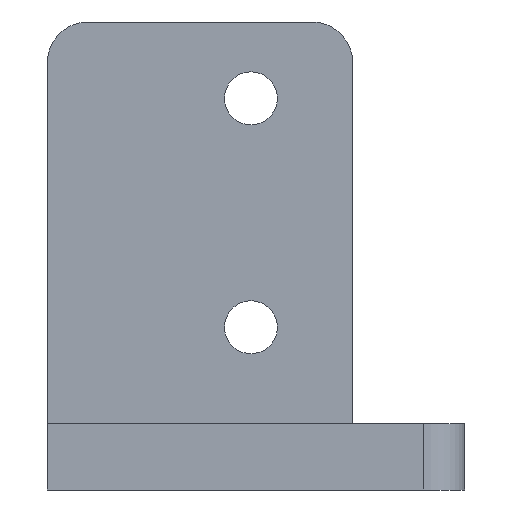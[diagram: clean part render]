
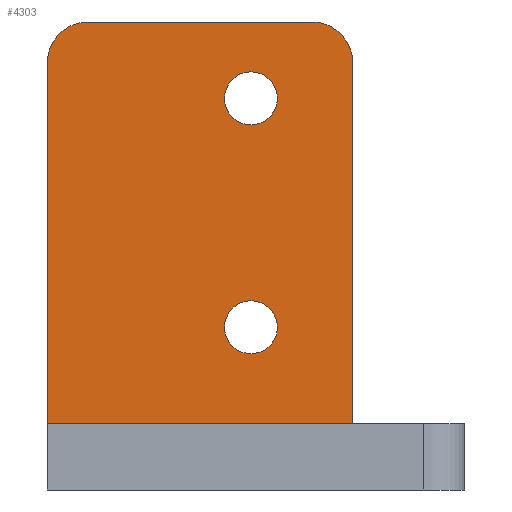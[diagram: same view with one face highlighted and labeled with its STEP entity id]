
A CAD part, left-side view. The second image highlights one B-rep face of the part: STEP entity #4303.
In plain terms, the highlighted planar face has unit normal (-1, 0, 0).
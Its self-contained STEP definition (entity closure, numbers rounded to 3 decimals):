
#335 = VERTEX_POINT('',#336);
#336 = CARTESIAN_POINT('',(0.,-30.,0.));
#350 = PLANE('',#351);
#351 = AXIS2_PLACEMENT_3D('',#352,#353,#354);
#352 = CARTESIAN_POINT('',(9.,-30.,0.));
#353 = DIRECTION('',(0.,-1.,0.));
#354 = DIRECTION('',(-1.,0.,0.));
#378 = PLANE('',#379);
#379 = AXIS2_PLACEMENT_3D('',#380,#381,#382);
#380 = CARTESIAN_POINT('',(0.,-41.,0.));
#381 = DIRECTION('',(1.,0.,0.));
#382 = DIRECTION('',(0.,1.,0.));
#627 = VERTEX_POINT('',#628);
#628 = CARTESIAN_POINT('',(0.,0.,0.));
#642 = PLANE('',#643);
#643 = AXIS2_PLACEMENT_3D('',#644,#645,#646);
#644 = CARTESIAN_POINT('',(0.,0.,0.));
#645 = DIRECTION('',(0.,1.,0.));
#646 = DIRECTION('',(1.,0.,0.));
#1089 = CYLINDRICAL_SURFACE('',#1090,4.);
#1090 = AXIS2_PLACEMENT_3D('',#1091,#1092,#1093);
#1091 = CARTESIAN_POINT('',(0.,-4.,35.5));
#1092 = DIRECTION('',(1.,0.,0.));
#1093 = DIRECTION('',(0.,1.,0.));
#1117 = PLANE('',#1118);
#1118 = AXIS2_PLACEMENT_3D('',#1119,#1120,#1121);
#1119 = CARTESIAN_POINT('',(0.,0.,39.5));
#1120 = DIRECTION('',(0.,0.,1.));
#1121 = DIRECTION('',(1.,0.,0.));
#1146 = CYLINDRICAL_SURFACE('',#1147,4.);
#1147 = AXIS2_PLACEMENT_3D('',#1148,#1149,#1150);
#1148 = CARTESIAN_POINT('',(9.,-26.,35.5));
#1149 = DIRECTION('',(-1.,0.,0.));
#1150 = DIRECTION('',(0.,0.,1.));
#2691 = EDGE_CURVE('',#335,#627,#2692,.T.);
#2692 = SURFACE_CURVE('',#2693,(#2697,#2704),.PCURVE_S1.);
#2693 = LINE('',#2694,#2695);
#2694 = CARTESIAN_POINT('',(0.,-30.,0.));
#2695 = VECTOR('',#2696,1.);
#2696 = DIRECTION('',(0.,1.,0.));
#2697 = PCURVE('',#378,#2698);
#2698 = DEFINITIONAL_REPRESENTATION('',(#2699),#2703);
#2699 = LINE('',#2700,#2701);
#2700 = CARTESIAN_POINT('',(11.,0.));
#2701 = VECTOR('',#2702,1.);
#2702 = DIRECTION('',(1.,0.));
#2703 = ( GEOMETRIC_REPRESENTATION_CONTEXT(2) 
PARAMETRIC_REPRESENTATION_CONTEXT() REPRESENTATION_CONTEXT('2D SPACE',''
  ) );
#2704 = PCURVE('',#2705,#2710);
#2705 = PLANE('',#2706);
#2706 = AXIS2_PLACEMENT_3D('',#2707,#2708,#2709);
#2707 = CARTESIAN_POINT('',(0.,-30.,0.));
#2708 = DIRECTION('',(-1.,0.,0.));
#2709 = DIRECTION('',(0.,1.,0.));
#2710 = DEFINITIONAL_REPRESENTATION('',(#2711),#2715);
#2711 = LINE('',#2712,#2713);
#2712 = CARTESIAN_POINT('',(0.,0.));
#2713 = VECTOR('',#2714,1.);
#2714 = DIRECTION('',(1.,0.));
#2715 = ( GEOMETRIC_REPRESENTATION_CONTEXT(2) 
PARAMETRIC_REPRESENTATION_CONTEXT() REPRESENTATION_CONTEXT('2D SPACE',''
  ) );
#2784 = VERTEX_POINT('',#2785);
#2785 = CARTESIAN_POINT('',(0.,-30.,35.5));
#2806 = EDGE_CURVE('',#335,#2784,#2807,.T.);
#2807 = SURFACE_CURVE('',#2808,(#2812,#2819),.PCURVE_S1.);
#2808 = LINE('',#2809,#2810);
#2809 = CARTESIAN_POINT('',(0.,-30.,0.));
#2810 = VECTOR('',#2811,1.);
#2811 = DIRECTION('',(0.,0.,1.));
#2812 = PCURVE('',#350,#2813);
#2813 = DEFINITIONAL_REPRESENTATION('',(#2814),#2818);
#2814 = LINE('',#2815,#2816);
#2815 = CARTESIAN_POINT('',(9.,0.));
#2816 = VECTOR('',#2817,1.);
#2817 = DIRECTION('',(0.,-1.));
#2818 = ( GEOMETRIC_REPRESENTATION_CONTEXT(2) 
PARAMETRIC_REPRESENTATION_CONTEXT() REPRESENTATION_CONTEXT('2D SPACE',''
  ) );
#2819 = PCURVE('',#2705,#2820);
#2820 = DEFINITIONAL_REPRESENTATION('',(#2821),#2825);
#2821 = LINE('',#2822,#2823);
#2822 = CARTESIAN_POINT('',(0.,0.));
#2823 = VECTOR('',#2824,1.);
#2824 = DIRECTION('',(0.,-1.));
#2825 = ( GEOMETRIC_REPRESENTATION_CONTEXT(2) 
PARAMETRIC_REPRESENTATION_CONTEXT() REPRESENTATION_CONTEXT('2D SPACE',''
  ) );
#2890 = EDGE_CURVE('',#627,#2891,#2893,.T.);
#2891 = VERTEX_POINT('',#2892);
#2892 = CARTESIAN_POINT('',(0.,0.,35.5));
#2893 = SURFACE_CURVE('',#2894,(#2898,#2905),.PCURVE_S1.);
#2894 = LINE('',#2895,#2896);
#2895 = CARTESIAN_POINT('',(0.,0.,0.));
#2896 = VECTOR('',#2897,1.);
#2897 = DIRECTION('',(0.,0.,1.));
#2898 = PCURVE('',#642,#2899);
#2899 = DEFINITIONAL_REPRESENTATION('',(#2900),#2904);
#2900 = LINE('',#2901,#2902);
#2901 = CARTESIAN_POINT('',(0.,0.));
#2902 = VECTOR('',#2903,1.);
#2903 = DIRECTION('',(0.,-1.));
#2904 = ( GEOMETRIC_REPRESENTATION_CONTEXT(2) 
PARAMETRIC_REPRESENTATION_CONTEXT() REPRESENTATION_CONTEXT('2D SPACE',''
  ) );
#2905 = PCURVE('',#2705,#2906);
#2906 = DEFINITIONAL_REPRESENTATION('',(#2907),#2911);
#2907 = LINE('',#2908,#2909);
#2908 = CARTESIAN_POINT('',(30.,0.));
#2909 = VECTOR('',#2910,1.);
#2910 = DIRECTION('',(0.,-1.));
#2911 = ( GEOMETRIC_REPRESENTATION_CONTEXT(2) 
PARAMETRIC_REPRESENTATION_CONTEXT() REPRESENTATION_CONTEXT('2D SPACE',''
  ) );
#3524 = CYLINDRICAL_SURFACE('',#3525,2.6);
#3525 = AXIS2_PLACEMENT_3D('',#3526,#3527,#3528);
#3526 = CARTESIAN_POINT('',(0.,-20.,32.));
#3527 = DIRECTION('',(-1.,0.,0.));
#3528 = DIRECTION('',(0.,-1.,0.));
#3664 = EDGE_CURVE('',#2891,#3665,#3667,.T.);
#3665 = VERTEX_POINT('',#3666);
#3666 = CARTESIAN_POINT('',(0.,-4.,39.5));
#3667 = SURFACE_CURVE('',#3668,(#3673,#3680),.PCURVE_S1.);
#3668 = CIRCLE('',#3669,4.);
#3669 = AXIS2_PLACEMENT_3D('',#3670,#3671,#3672);
#3670 = CARTESIAN_POINT('',(0.,-4.,35.5));
#3671 = DIRECTION('',(1.,0.,-0.));
#3672 = DIRECTION('',(0.,0.,1.));
#3673 = PCURVE('',#1089,#3674);
#3674 = DEFINITIONAL_REPRESENTATION('',(#3675),#3679);
#3675 = LINE('',#3676,#3677);
#3676 = CARTESIAN_POINT('',(-4.712,0.));
#3677 = VECTOR('',#3678,1.);
#3678 = DIRECTION('',(1.,0.));
#3679 = ( GEOMETRIC_REPRESENTATION_CONTEXT(2) 
PARAMETRIC_REPRESENTATION_CONTEXT() REPRESENTATION_CONTEXT('2D SPACE',''
  ) );
#3680 = PCURVE('',#2705,#3681);
#3681 = DEFINITIONAL_REPRESENTATION('',(#3682),#3690);
#3682 = ( BOUNDED_CURVE() B_SPLINE_CURVE(2,(#3683,#3684,#3685,#3686,
#3687,#3688,#3689),.UNSPECIFIED.,.T.,.F.) B_SPLINE_CURVE_WITH_KNOTS((1,2
    ,2,2,2,1),(-2.094,0.,2.094,4.189,
6.283,8.378),.UNSPECIFIED.) CURVE() 
GEOMETRIC_REPRESENTATION_ITEM() RATIONAL_B_SPLINE_CURVE((1.,0.5,1.,0.5,
1.,0.5,1.)) REPRESENTATION_ITEM('') );
#3683 = CARTESIAN_POINT('',(26.,-39.5));
#3684 = CARTESIAN_POINT('',(19.072,-39.5));
#3685 = CARTESIAN_POINT('',(22.536,-33.5));
#3686 = CARTESIAN_POINT('',(26.,-27.5));
#3687 = CARTESIAN_POINT('',(29.464,-33.5));
#3688 = CARTESIAN_POINT('',(32.928,-39.5));
#3689 = CARTESIAN_POINT('',(26.,-39.5));
#3690 = ( GEOMETRIC_REPRESENTATION_CONTEXT(2) 
PARAMETRIC_REPRESENTATION_CONTEXT() REPRESENTATION_CONTEXT('2D SPACE',''
  ) );
#3759 = EDGE_CURVE('',#3760,#3665,#3762,.T.);
#3760 = VERTEX_POINT('',#3761);
#3761 = CARTESIAN_POINT('',(0.,-26.,39.5));
#3762 = SURFACE_CURVE('',#3763,(#3767,#3774),.PCURVE_S1.);
#3763 = LINE('',#3764,#3765);
#3764 = CARTESIAN_POINT('',(0.,-30.,39.5));
#3765 = VECTOR('',#3766,1.);
#3766 = DIRECTION('',(0.,1.,0.));
#3767 = PCURVE('',#1117,#3768);
#3768 = DEFINITIONAL_REPRESENTATION('',(#3769),#3773);
#3769 = LINE('',#3770,#3771);
#3770 = CARTESIAN_POINT('',(0.,-30.));
#3771 = VECTOR('',#3772,1.);
#3772 = DIRECTION('',(0.,1.));
#3773 = ( GEOMETRIC_REPRESENTATION_CONTEXT(2) 
PARAMETRIC_REPRESENTATION_CONTEXT() REPRESENTATION_CONTEXT('2D SPACE',''
  ) );
#3774 = PCURVE('',#2705,#3775);
#3775 = DEFINITIONAL_REPRESENTATION('',(#3776),#3780);
#3776 = LINE('',#3777,#3778);
#3777 = CARTESIAN_POINT('',(0.,-39.5));
#3778 = VECTOR('',#3779,1.);
#3779 = DIRECTION('',(1.,0.));
#3780 = ( GEOMETRIC_REPRESENTATION_CONTEXT(2) 
PARAMETRIC_REPRESENTATION_CONTEXT() REPRESENTATION_CONTEXT('2D SPACE',''
  ) );
#3808 = EDGE_CURVE('',#3760,#2784,#3809,.T.);
#3809 = SURFACE_CURVE('',#3810,(#3815,#3822),.PCURVE_S1.);
#3810 = CIRCLE('',#3811,4.);
#3811 = AXIS2_PLACEMENT_3D('',#3812,#3813,#3814);
#3812 = CARTESIAN_POINT('',(0.,-26.,35.5));
#3813 = DIRECTION('',(1.,-0.,0.));
#3814 = DIRECTION('',(0.,0.,-1.));
#3815 = PCURVE('',#1146,#3816);
#3816 = DEFINITIONAL_REPRESENTATION('',(#3817),#3821);
#3817 = LINE('',#3818,#3819);
#3818 = CARTESIAN_POINT('',(3.142,9.));
#3819 = VECTOR('',#3820,1.);
#3820 = DIRECTION('',(-1.,0.));
#3821 = ( GEOMETRIC_REPRESENTATION_CONTEXT(2) 
PARAMETRIC_REPRESENTATION_CONTEXT() REPRESENTATION_CONTEXT('2D SPACE',''
  ) );
#3822 = PCURVE('',#2705,#3823);
#3823 = DEFINITIONAL_REPRESENTATION('',(#3824),#3832);
#3824 = ( BOUNDED_CURVE() B_SPLINE_CURVE(2,(#3825,#3826,#3827,#3828,
#3829,#3830,#3831),.UNSPECIFIED.,.F.,.F.) B_SPLINE_CURVE_WITH_KNOTS((1,2
    ,2,2,2,1),(-2.094,0.,2.094,4.189,
6.283,8.378),.UNSPECIFIED.) CURVE() 
GEOMETRIC_REPRESENTATION_ITEM() RATIONAL_B_SPLINE_CURVE((1.,0.5,1.,0.5,
1.,0.5,1.)) REPRESENTATION_ITEM('') );
#3825 = CARTESIAN_POINT('',(4.,-31.5));
#3826 = CARTESIAN_POINT('',(10.928,-31.5));
#3827 = CARTESIAN_POINT('',(7.464,-37.5));
#3828 = CARTESIAN_POINT('',(4.,-43.5));
#3829 = CARTESIAN_POINT('',(0.536,-37.5));
#3830 = CARTESIAN_POINT('',(-2.928,-31.5));
#3831 = CARTESIAN_POINT('',(4.,-31.5));
#3832 = ( GEOMETRIC_REPRESENTATION_CONTEXT(2) 
PARAMETRIC_REPRESENTATION_CONTEXT() REPRESENTATION_CONTEXT('2D SPACE',''
  ) );
#3876 = CYLINDRICAL_SURFACE('',#3877,2.6);
#3877 = AXIS2_PLACEMENT_3D('',#3878,#3879,#3880);
#3878 = CARTESIAN_POINT('',(0.,-20.,9.5));
#3879 = DIRECTION('',(-1.,0.,0.));
#3880 = DIRECTION('',(0.,-1.,0.));
#4303 = ADVANCED_FACE('',(#4304,#4312,#4338),#2705,.T.);
#4304 = FACE_BOUND('',#4305,.T.);
#4305 = EDGE_LOOP('',(#4306,#4307,#4308,#4309,#4310,#4311));
#4306 = ORIENTED_EDGE('',*,*,#2806,.T.);
#4307 = ORIENTED_EDGE('',*,*,#3808,.F.);
#4308 = ORIENTED_EDGE('',*,*,#3759,.T.);
#4309 = ORIENTED_EDGE('',*,*,#3664,.F.);
#4310 = ORIENTED_EDGE('',*,*,#2890,.F.);
#4311 = ORIENTED_EDGE('',*,*,#2691,.F.);
#4312 = FACE_BOUND('',#4313,.T.);
#4313 = EDGE_LOOP('',(#4314));
#4314 = ORIENTED_EDGE('',*,*,#4315,.F.);
#4315 = EDGE_CURVE('',#4316,#4316,#4318,.T.);
#4316 = VERTEX_POINT('',#4317);
#4317 = CARTESIAN_POINT('',(0.,-22.6,9.5));
#4318 = SURFACE_CURVE('',#4319,(#4324,#4331),.PCURVE_S1.);
#4319 = CIRCLE('',#4320,2.6);
#4320 = AXIS2_PLACEMENT_3D('',#4321,#4322,#4323);
#4321 = CARTESIAN_POINT('',(0.,-20.,9.5));
#4322 = DIRECTION('',(-1.,0.,0.));
#4323 = DIRECTION('',(0.,-1.,0.));
#4324 = PCURVE('',#2705,#4325);
#4325 = DEFINITIONAL_REPRESENTATION('',(#4326),#4330);
#4326 = CIRCLE('',#4327,2.6);
#4327 = AXIS2_PLACEMENT_2D('',#4328,#4329);
#4328 = CARTESIAN_POINT('',(10.,-9.5));
#4329 = DIRECTION('',(-1.,0.));
#4330 = ( GEOMETRIC_REPRESENTATION_CONTEXT(2) 
PARAMETRIC_REPRESENTATION_CONTEXT() REPRESENTATION_CONTEXT('2D SPACE',''
  ) );
#4331 = PCURVE('',#3876,#4332);
#4332 = DEFINITIONAL_REPRESENTATION('',(#4333),#4337);
#4333 = LINE('',#4334,#4335);
#4334 = CARTESIAN_POINT('',(0.,0.));
#4335 = VECTOR('',#4336,1.);
#4336 = DIRECTION('',(1.,0.));
#4337 = ( GEOMETRIC_REPRESENTATION_CONTEXT(2) 
PARAMETRIC_REPRESENTATION_CONTEXT() REPRESENTATION_CONTEXT('2D SPACE',''
  ) );
#4338 = FACE_BOUND('',#4339,.T.);
#4339 = EDGE_LOOP('',(#4340));
#4340 = ORIENTED_EDGE('',*,*,#4341,.F.);
#4341 = EDGE_CURVE('',#4342,#4342,#4344,.T.);
#4342 = VERTEX_POINT('',#4343);
#4343 = CARTESIAN_POINT('',(0.,-22.6,32.));
#4344 = SURFACE_CURVE('',#4345,(#4350,#4357),.PCURVE_S1.);
#4345 = CIRCLE('',#4346,2.6);
#4346 = AXIS2_PLACEMENT_3D('',#4347,#4348,#4349);
#4347 = CARTESIAN_POINT('',(0.,-20.,32.));
#4348 = DIRECTION('',(-1.,0.,0.));
#4349 = DIRECTION('',(0.,-1.,0.));
#4350 = PCURVE('',#2705,#4351);
#4351 = DEFINITIONAL_REPRESENTATION('',(#4352),#4356);
#4352 = CIRCLE('',#4353,2.6);
#4353 = AXIS2_PLACEMENT_2D('',#4354,#4355);
#4354 = CARTESIAN_POINT('',(10.,-32.));
#4355 = DIRECTION('',(-1.,0.));
#4356 = ( GEOMETRIC_REPRESENTATION_CONTEXT(2) 
PARAMETRIC_REPRESENTATION_CONTEXT() REPRESENTATION_CONTEXT('2D SPACE',''
  ) );
#4357 = PCURVE('',#3524,#4358);
#4358 = DEFINITIONAL_REPRESENTATION('',(#4359),#4363);
#4359 = LINE('',#4360,#4361);
#4360 = CARTESIAN_POINT('',(0.,0.));
#4361 = VECTOR('',#4362,1.);
#4362 = DIRECTION('',(1.,0.));
#4363 = ( GEOMETRIC_REPRESENTATION_CONTEXT(2) 
PARAMETRIC_REPRESENTATION_CONTEXT() REPRESENTATION_CONTEXT('2D SPACE',''
  ) );
